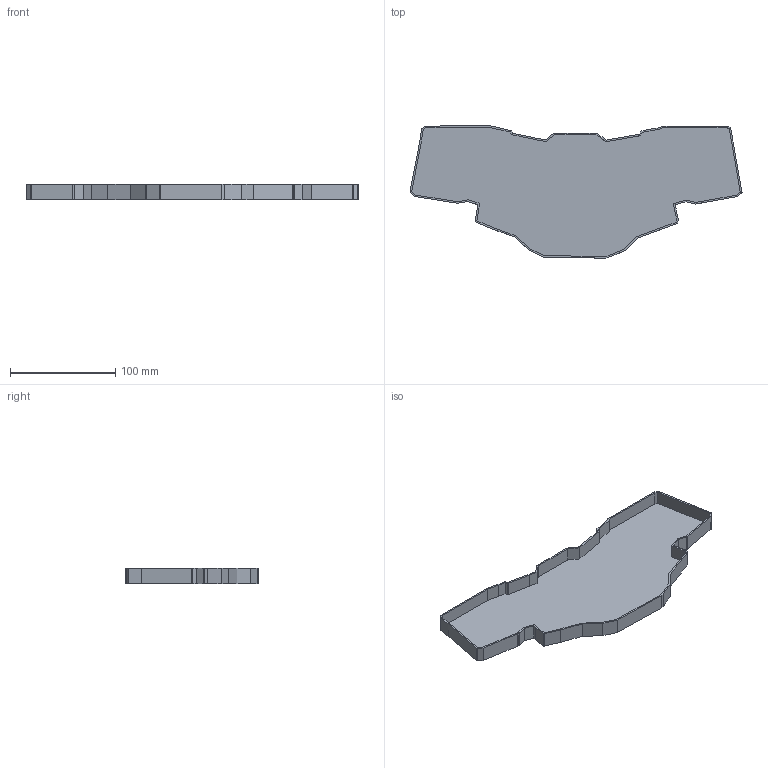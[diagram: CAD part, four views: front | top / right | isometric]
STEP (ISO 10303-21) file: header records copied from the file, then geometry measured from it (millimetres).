
FILE_DESCRIPTION(/* description */ ('Designed by EasyEDA Pro'),/* implementation_level */ '2;1');
FILE_NAME(/* name */ 'BASE.step',/* time_stamp */ '2025-07-10T01:50:24+05:30',/* author */ (''),/* organization */ (''),/* preprocessor_version */ 'ST-DEVELOPER v20.1',/* originating_system */ 'Autodesk Translation Framework v14.10.0.0',/* authorisation */ '');
FILE_SCHEMA (('AUTOMOTIVE_DESIGN { 1 0 10303 214 3 1 1 }'));
Length unit declared in the file: millimetre
Products named in the file (1): Open CASCADE STEP translator 7.8 2
Bounding box: 315.57 x 125.83 x 14.39 mm (x, y, z)
Volume: 58122.1 mm3; surface area: 78696.8 mm2
Topology: 1 solids, 1 shells, 475 faces, 1419 edges, 946 vertices
Faces by surface type: plane 475
Entity records: 15673 total; most frequent: CARTESIAN_POINT 2841, ORIENTED_EDGE 2838, DIRECTION 2371, LINE 1419, VECTOR 1419, EDGE_CURVE 1419, VERTEX_POINT 946, AXIS2_PLACEMENT_3D 476
